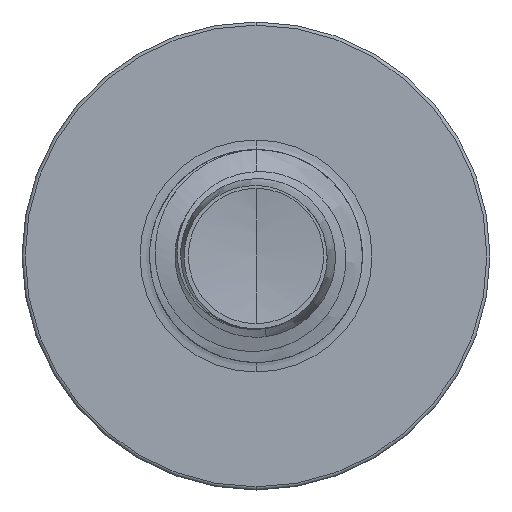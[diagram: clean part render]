
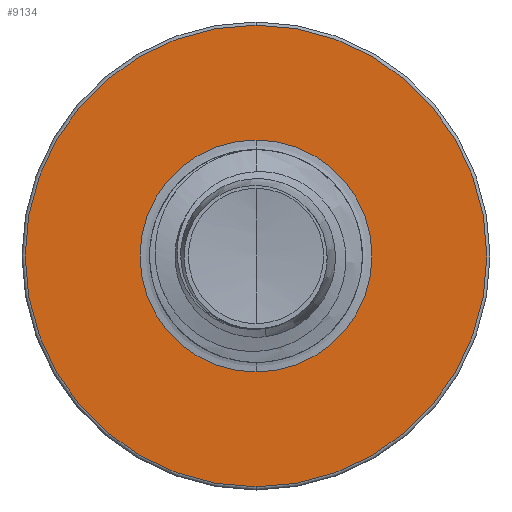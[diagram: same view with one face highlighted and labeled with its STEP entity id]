
A CAD part, front view. The second image highlights one B-rep face of the part: STEP entity #9134.
In plain terms, the highlighted planar face has unit normal (0, -1, 0).
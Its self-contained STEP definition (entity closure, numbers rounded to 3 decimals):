
#207 = DIRECTION ( 'NONE',  ( 0., 1., 0. ) ) ;
#1021 = CIRCLE ( 'NONE', #3575, 2.713 ) ;
#1386 = FACE_BOUND ( 'NONE', #3905, .T. ) ;
#2392 = EDGE_CURVE ( 'NONE', #15122, #18243, #2563, .T. ) ;
#2403 = CARTESIAN_POINT ( 'NONE',  ( 0., 9., -2.712 ) ) ;
#2506 = AXIS2_PLACEMENT_3D ( 'NONE', #7379, #18548, #9299 ) ;
#2563 = CIRCLE ( 'NONE', #15856, 1.363 ) ;
#3575 = AXIS2_PLACEMENT_3D ( 'NONE', #12075, #207, #13802 ) ;
#3905 = EDGE_LOOP ( 'NONE', ( #22041, #18705 ) ) ;
#6946 = CIRCLE ( 'NONE', #2506, 2.713 ) ;
#7091 = DIRECTION ( 'NONE',  ( 0., 0., 1. ) ) ;
#7344 = DIRECTION ( 'NONE',  ( 0., 1., 0. ) ) ;
#7379 = CARTESIAN_POINT ( 'NONE',  ( 0., 9., 0. ) ) ;
#7380 = CARTESIAN_POINT ( 'NONE',  ( 0., 9., 0. ) ) ;
#8848 = DIRECTION ( 'NONE',  ( 0., 0., 1. ) ) ;
#8852 = DIRECTION ( 'NONE',  ( 0., 1., 0. ) ) ;
#8897 = EDGE_CURVE ( 'NONE', #18243, #15122, #14816, .T. ) ;
#8914 = CARTESIAN_POINT ( 'NONE',  ( 0., 9., -1.363 ) ) ;
#9110 = DIRECTION ( 'NONE',  ( 0., 0., 1. ) ) ;
#9134 = ADVANCED_FACE ( 'NONE', ( #16772, #1386 ), #9248, .F. ) ;
#9140 = DIRECTION ( 'NONE',  ( 0., 1., 0. ) ) ;
#9167 = CARTESIAN_POINT ( 'NONE',  ( 0., 9., 0. ) ) ;
#9248 = PLANE ( 'NONE',  #17245 ) ;
#9299 = DIRECTION ( 'NONE',  ( 0., 0., 1. ) ) ;
#9607 = ORIENTED_EDGE ( 'NONE', *, *, #18547, .F. ) ;
#10685 = CARTESIAN_POINT ( 'NONE',  ( 0., 9., -1.363 ) ) ;
#12075 = CARTESIAN_POINT ( 'NONE',  ( 0., 9., 0. ) ) ;
#12208 = CARTESIAN_POINT ( 'NONE',  ( 0., 9., 1.363 ) ) ;
#13062 = VERTEX_POINT ( 'NONE', #16577 ) ;
#13238 = AXIS2_PLACEMENT_3D ( 'NONE', #9167, #9140, #9110 ) ;
#13675 = ORIENTED_EDGE ( 'NONE', *, *, #17227, .F. ) ;
#13802 = DIRECTION ( 'NONE',  ( 0., 0., 1. ) ) ;
#14816 = CIRCLE ( 'NONE', #13238, 1.363 ) ;
#15122 = VERTEX_POINT ( 'NONE', #12208 ) ;
#15856 = AXIS2_PLACEMENT_3D ( 'NONE', #7380, #7344, #7091 ) ;
#16577 = CARTESIAN_POINT ( 'NONE',  ( 0., 9., 2.713 ) ) ;
#16772 = FACE_OUTER_BOUND ( 'NONE', #17108, .T. ) ;
#17108 = EDGE_LOOP ( 'NONE', ( #13675, #9607 ) ) ;
#17227 = EDGE_CURVE ( 'NONE', #13062, #21503, #1021, .T. ) ;
#17245 = AXIS2_PLACEMENT_3D ( 'NONE', #8914, #8852, #8848 ) ;
#18243 = VERTEX_POINT ( 'NONE', #10685 ) ;
#18547 = EDGE_CURVE ( 'NONE', #21503, #13062, #6946, .T. ) ;
#18548 = DIRECTION ( 'NONE',  ( 0., 1., 0. ) ) ;
#18705 = ORIENTED_EDGE ( 'NONE', *, *, #8897, .T. ) ;
#21503 = VERTEX_POINT ( 'NONE', #2403 ) ;
#22041 = ORIENTED_EDGE ( 'NONE', *, *, #2392, .T. ) ;
